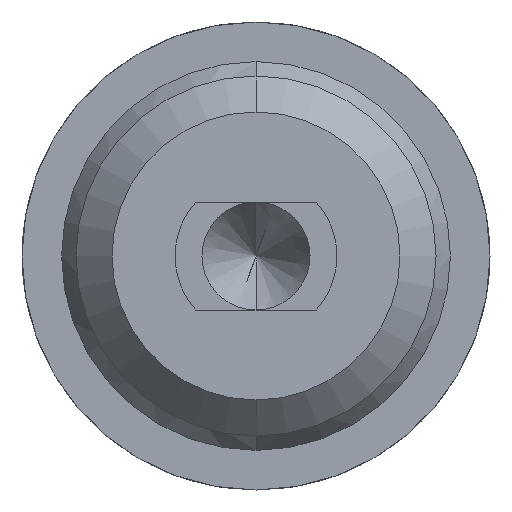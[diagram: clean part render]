
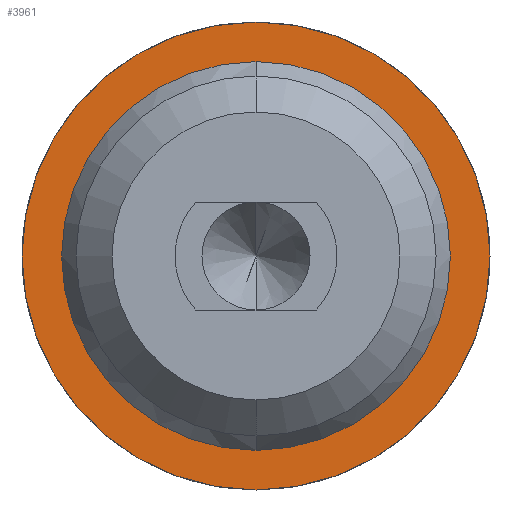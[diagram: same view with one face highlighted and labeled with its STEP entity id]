
A CAD part, front view. The second image highlights one B-rep face of the part: STEP entity #3961.
In plain terms, the highlighted planar face has unit normal (0, -1, 0).
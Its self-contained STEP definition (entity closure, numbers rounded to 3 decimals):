
#51 = CIRCLE ( 'NONE', #486, 1.3 ) ;
#243 = ORIENTED_EDGE ( 'NONE', *, *, #1839, .F. ) ;
#249 = CIRCLE ( 'NONE', #2207, 1.3 ) ;
#339 = VERTEX_POINT ( 'NONE', #454 ) ;
#454 = CARTESIAN_POINT ( 'NONE',  ( 0., 27.9, 1.3 ) ) ;
#486 = AXIS2_PLACEMENT_3D ( 'NONE', #2578, #2999, #750 ) ;
#561 = VERTEX_POINT ( 'NONE', #2953 ) ;
#692 = CARTESIAN_POINT ( 'NONE',  ( 0., 27.9, 0. ) ) ;
#750 = DIRECTION ( 'NONE',  ( 0., 0., -1. ) ) ;
#962 = CIRCLE ( 'NONE', #4834, 1.08 ) ;
#982 = FACE_OUTER_BOUND ( 'NONE', #3306, .T. ) ;
#1107 = DIRECTION ( 'NONE',  ( 0., -1., 0. ) ) ;
#1312 = ORIENTED_EDGE ( 'NONE', *, *, #2064, .F. ) ;
#1348 = DIRECTION ( 'NONE',  ( 0., 0., -1. ) ) ;
#1464 = DIRECTION ( 'NONE',  ( 0., -1., 0. ) ) ;
#1478 = DIRECTION ( 'NONE',  ( 0., 0., -1. ) ) ;
#1839 = EDGE_CURVE ( 'Defeature ausgef�hrt3_6+Defeature ausgef�hrt3_7+Defeature ausgef�hrt3_7+Defeature ausgef�hrt3_7', #561, #3569, #962, .T. ) ;
#1849 = VERTEX_POINT ( 'NONE', #2568 ) ;
#2064 = EDGE_CURVE ( 'Defeature ausgef�hrt3_6+Defeature ausgef�hrt3_7+Defeature ausgef�hrt3_7+Defeature ausgef�hrt3_7', #3569, #561, #4727, .T. ) ;
#2141 = ORIENTED_EDGE ( 'NONE', *, *, #4718, .T. ) ;
#2207 = AXIS2_PLACEMENT_3D ( 'NONE', #692, #2255, #2562 ) ;
#2255 = DIRECTION ( 'NONE',  ( 0., -1., 0. ) ) ;
#2512 = CARTESIAN_POINT ( 'NONE',  ( 0., 27.9, 0. ) ) ;
#2527 = PLANE ( 'NONE',  #3883 ) ;
#2562 = DIRECTION ( 'NONE',  ( 0., 0., -1. ) ) ;
#2563 = EDGE_LOOP ( 'NONE', ( #1312, #243 ) ) ;
#2568 = CARTESIAN_POINT ( 'NONE',  ( 0., 27.9, -1.3 ) ) ;
#2578 = CARTESIAN_POINT ( 'NONE',  ( 0., 27.9, 0. ) ) ;
#2666 = ORIENTED_EDGE ( 'NONE', *, *, #2944, .T. ) ;
#2944 = EDGE_CURVE ( 'Defeature ausgef�hrt3_7+Defeature ausgef�hrt3_8+Defeature ausgef�hrt3_8+Defeature ausgef�hrt3_8', #1849, #339, #249, .T. ) ;
#2953 = CARTESIAN_POINT ( 'NONE',  ( 0., 27.9, 1.08 ) ) ;
#2987 = CARTESIAN_POINT ( 'NONE',  ( 0., 27.9, 0. ) ) ;
#2999 = DIRECTION ( 'NONE',  ( 0., -1., 0. ) ) ;
#3306 = EDGE_LOOP ( 'NONE', ( #2666, #2141 ) ) ;
#3569 = VERTEX_POINT ( 'NONE', #3755 ) ;
#3755 = CARTESIAN_POINT ( 'NONE',  ( 0., 27.9, -1.08 ) ) ;
#3883 = AXIS2_PLACEMENT_3D ( 'NONE', #4055, #1107, #1478 ) ;
#3961 = ADVANCED_FACE ( 'Defeature ausgef�hrt3_7', ( #982, #4877 ), #2527, .T. ) ;
#4055 = CARTESIAN_POINT ( 'NONE',  ( 1.08, 27.9, 0. ) ) ;
#4064 = DIRECTION ( 'NONE',  ( 0., 0., -1. ) ) ;
#4413 = DIRECTION ( 'NONE',  ( 0., -1., 0. ) ) ;
#4690 = AXIS2_PLACEMENT_3D ( 'NONE', #2512, #4413, #1348 ) ;
#4718 = EDGE_CURVE ( 'Defeature ausgef�hrt3_7+Defeature ausgef�hrt3_8+Defeature ausgef�hrt3_8+Defeature ausgef�hrt3_8', #339, #1849, #51, .T. ) ;
#4727 = CIRCLE ( 'NONE', #4690, 1.08 ) ;
#4834 = AXIS2_PLACEMENT_3D ( 'NONE', #2987, #1464, #4064 ) ;
#4877 = FACE_BOUND ( 'NONE', #2563, .T. ) ;
